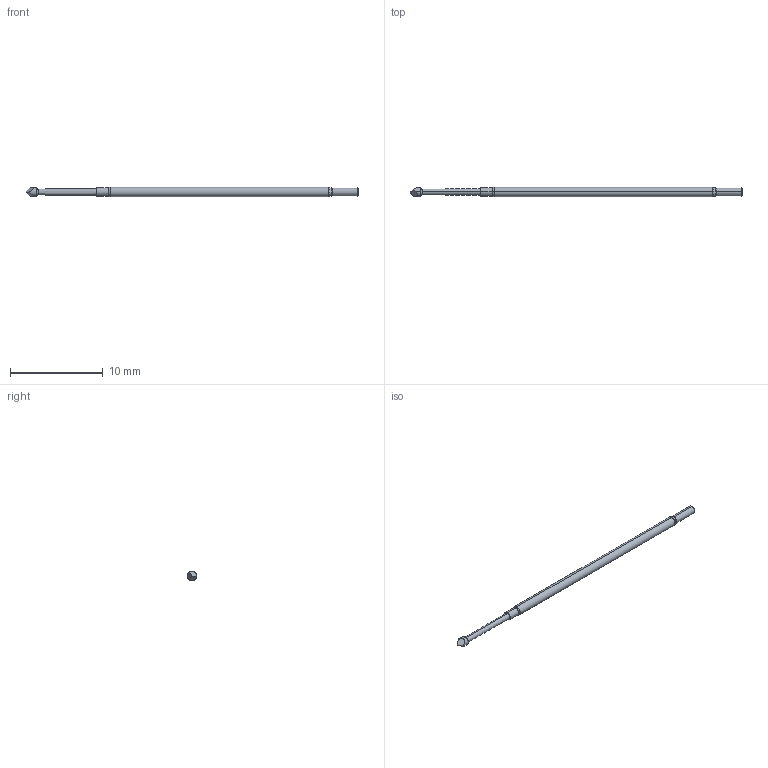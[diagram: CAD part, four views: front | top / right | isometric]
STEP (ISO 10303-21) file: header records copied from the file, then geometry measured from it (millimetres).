
FILE_DESCRIPTION (( 'STEP AP214' ), '1' );
FILE_NAME ('X50-PRP2513_-S.STEP', '2016-04-04T19:44:59', ( 'spare' ), ( '' ), 'SwSTEP 2.0', 'SolidWorks 2016', '' );
FILE_SCHEMA (( 'AUTOMOTIVE_DESIGN' ));
Length unit declared in the file: inch
Products named in the file (1): X50-PRP2513_-S
Bounding box: 35.81 x 1.02 x 1.02 mm (x, y, z)
Volume: 24.9 mm3; surface area: 105.9 mm2
Topology: 1 solids, 1 shells, 34 faces, 69 edges, 38 vertices
Faces by surface type: cone 12, cylinder 8, torus 8, plane 6
Entity records: 1361 total; most frequent: DIRECTION 172, CARTESIAN_POINT 157, ORIENTED_EDGE 138, AXIS2_PLACEMENT_3D 73, EDGE_CURVE 69, VERTEX_POINT 38, CIRCLE 38, UNCERTAINTY_MEASURE_WITH_UNIT 37
